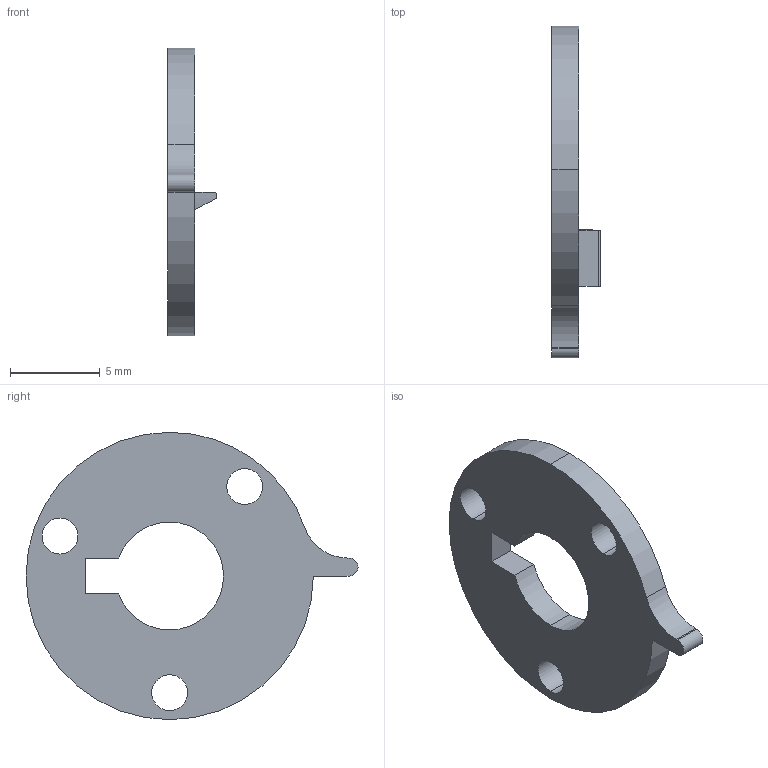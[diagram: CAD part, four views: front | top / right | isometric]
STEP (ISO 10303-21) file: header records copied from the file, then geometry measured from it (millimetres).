
FILE_DESCRIPTION (( 'STEP AP214' ), '1' );
FILE_NAME ('Counter - Digit Disc Plate.STEP', '2025-07-06T08:34:31', ( '' ), ( '' ), 'SwSTEP 2.0', 'SolidWorks 2025', '' );
FILE_SCHEMA (( 'AUTOMOTIVE_DESIGN' ));
Length unit declared in the file: millimetre
Products named in the file (1): Counter - Digit Disc Plate
Bounding box: 2.7 x 18.49 x 16 mm (x, y, z)
Volume: 246.3 mm3; surface area: 476.7 mm2
Topology: 1 solids, 1 shells, 28 faces, 76 edges, 52 vertices
Faces by surface type: cylinder 17, plane 9, bspline 2
Entity records: 1141 total; most frequent: CARTESIAN_POINT 378, DIRECTION 153, ORIENTED_EDGE 150, EDGE_CURVE 75, AXIS2_PLACEMENT_3D 59, VERTEX_POINT 50, EDGE_LOOP 37, VECTOR 35
